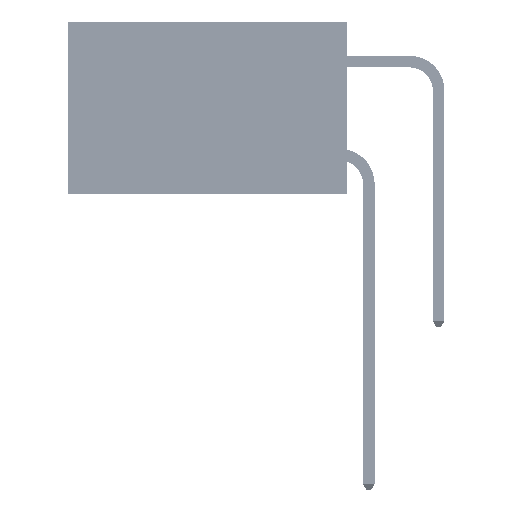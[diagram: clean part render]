
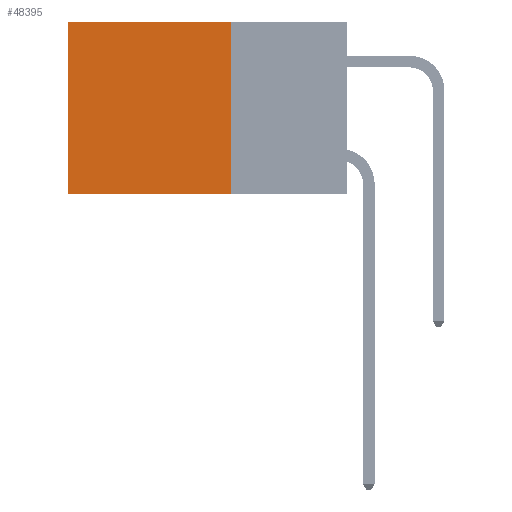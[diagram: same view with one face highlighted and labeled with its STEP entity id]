
A CAD part, left-side view. The second image highlights one B-rep face of the part: STEP entity #48395.
In plain terms, the highlighted planar face has unit normal (-1, 0, 0).
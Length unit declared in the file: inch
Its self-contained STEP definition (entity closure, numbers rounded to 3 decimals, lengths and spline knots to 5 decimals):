
#252 = EDGE_CURVE ( 'NONE', #27785, #47258, #22742, .T. ) ;
#2858 = ORIENTED_EDGE ( 'NONE', *, *, #252, .T. ) ;
#4788 = AXIS2_PLACEMENT_3D ( 'NONE', #8162, #8310, #11501 ) ;
#5388 = EDGE_LOOP ( 'NONE', ( #34882, #9575, #26415, #2858 ) ) ;
#5813 = LINE ( 'NONE', #44255, #45340 ) ;
#8162 = CARTESIAN_POINT ( 'NONE',  ( 0.2875, 0.25, 0. ) ) ;
#8310 = DIRECTION ( 'NONE',  ( 1., 0., 0. ) ) ;
#9575 = ORIENTED_EDGE ( 'NONE', *, *, #30771, .F. ) ;
#10702 = VERTEX_POINT ( 'NONE', #28537 ) ;
#11501 = DIRECTION ( 'NONE',  ( 0., 0., -1. ) ) ;
#14025 = DIRECTION ( 'NONE',  ( 0., 0., -1. ) ) ;
#18040 = DIRECTION ( 'NONE',  ( 0., 1., 0. ) ) ;
#22742 = LINE ( 'NONE', #29694, #45166 ) ;
#22782 = LINE ( 'NONE', #36444, #41032 ) ;
#25027 = EDGE_CURVE ( 'NONE', #47258, #43391, #26489, .T. ) ;
#26415 = ORIENTED_EDGE ( 'NONE', *, *, #31868, .F. ) ;
#26489 = LINE ( 'NONE', #44027, #41808 ) ;
#26988 = CARTESIAN_POINT ( 'NONE',  ( 0.2875, 0.6, -0.37 ) ) ;
#27785 = VERTEX_POINT ( 'NONE', #35235 ) ;
#28537 = CARTESIAN_POINT ( 'NONE',  ( 0.2875, 0.25, -0.37 ) ) ;
#29694 = CARTESIAN_POINT ( 'NONE',  ( 0.2875, 0.25, 0. ) ) ;
#30771 = EDGE_CURVE ( 'NONE', #10702, #43391, #5813, .T. ) ;
#31868 = EDGE_CURVE ( 'NONE', #27785, #10702, #22782, .T. ) ;
#33188 = PLANE ( 'NONE',  #4788 ) ;
#34882 = ORIENTED_EDGE ( 'NONE', *, *, #25027, .T. ) ;
#35235 = CARTESIAN_POINT ( 'NONE',  ( 0.2875, 0.25, 0. ) ) ;
#36444 = CARTESIAN_POINT ( 'NONE',  ( 0.2875, 0.25, 0. ) ) ;
#37753 = DIRECTION ( 'NONE',  ( 0., 1., 0. ) ) ;
#38541 = CARTESIAN_POINT ( 'NONE',  ( 0.2875, 0.6, 0. ) ) ;
#39774 = DIRECTION ( 'NONE',  ( 0., 0., -1. ) ) ;
#41032 = VECTOR ( 'NONE', #39774, 39.37008 ) ;
#41808 = VECTOR ( 'NONE', #14025, 39.37008 ) ;
#43391 = VERTEX_POINT ( 'NONE', #26988 ) ;
#43677 = FACE_OUTER_BOUND ( 'NONE', #5388, .T. ) ;
#44027 = CARTESIAN_POINT ( 'NONE',  ( 0.2875, 0.6, 0. ) ) ;
#44255 = CARTESIAN_POINT ( 'NONE',  ( 0.2875, 0.25, -0.37 ) ) ;
#45166 = VECTOR ( 'NONE', #18040, 39.37008 ) ;
#45340 = VECTOR ( 'NONE', #37753, 39.37008 ) ;
#47258 = VERTEX_POINT ( 'NONE', #38541 ) ;
#48395 = ADVANCED_FACE ( 'NONE', ( #43677 ), #33188, .F. ) ;
